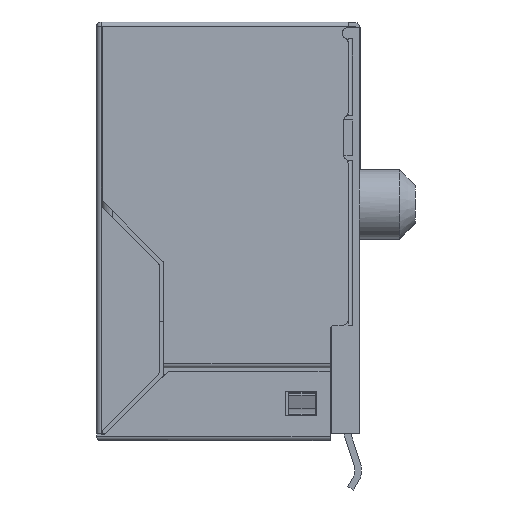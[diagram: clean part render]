
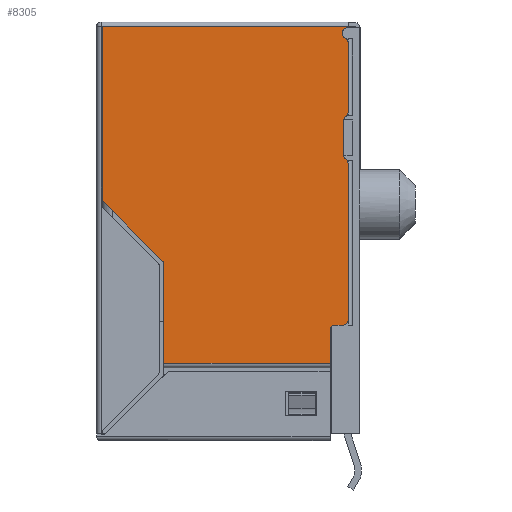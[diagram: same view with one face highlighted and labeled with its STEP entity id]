
A CAD part, left-side view. The second image highlights one B-rep face of the part: STEP entity #8305.
In plain terms, the highlighted planar face has unit normal (-1, 0, 0).
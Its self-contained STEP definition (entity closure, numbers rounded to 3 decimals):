
#4136=DIRECTION('',(0.,0.,-1.));
#4137=VECTOR('',#4136,7.011);
#4138=CARTESIAN_POINT('',(-7.99,14.,-6.039));
#4139=LINE('',#4138,#4137);
#4152=CARTESIAN_POINT('',(-7.99,13.95,-5.665));
#4153=DIRECTION('',(1.,0.,0.));
#4154=DIRECTION('',(0.,0.556,-0.831));
#4155=AXIS2_PLACEMENT_3D('',#4152,#4153,#4154);
#4157=CARTESIAN_POINT('',(-7.99,14.2,-6.039));
#4158=DIRECTION('',(-1.,0.,0.));
#4159=DIRECTION('',(0.,-1.,0.));
#4160=AXIS2_PLACEMENT_3D('',#4157,#4158,#4159);
#4162=CARTESIAN_POINT('',(-7.99,14.2,-13.05));
#4163=DIRECTION('',(-1.,0.,0.));
#4164=DIRECTION('',(0.,0.,-1.));
#4165=AXIS2_PLACEMENT_3D('',#4162,#4163,#4164);
#4167=DIRECTION('',(0.,-1.,0.));
#4168=VECTOR('',#4167,0.4);
#4169=CARTESIAN_POINT('',(-7.99,14.6,-13.25));
#4170=LINE('',#4169,#4168);
#4171=CARTESIAN_POINT('',(-7.99,14.6,-13.45));
#4172=DIRECTION('',(1.,0.,0.));
#4173=DIRECTION('',(0.,1.,0.));
#4174=AXIS2_PLACEMENT_3D('',#4171,#4172,#4173);
#4176=DIRECTION('',(0.,0.,1.));
#4177=VECTOR('',#4176,1.509);
#4178=CARTESIAN_POINT('',(-7.99,14.8,-14.959));
#4179=LINE('',#4178,#4177);
#4180=DIRECTION('',(0.,0.,-1.));
#4181=VECTOR('',#4180,4.409);
#4182=CARTESIAN_POINT('',(-7.99,22.2,-10.55));
#4183=LINE('',#4182,#4181);
#4184=CARTESIAN_POINT('',(-7.99,22.4,-10.55));
#4185=DIRECTION('',(1.,0.,0.));
#4186=DIRECTION('',(0.,-0.707,0.707));
#4187=AXIS2_PLACEMENT_3D('',#4184,#4185,#4186);
#4189=DIRECTION('',(0.,-0.707,-0.707));
#4190=VECTOR('',#4189,3.806);
#4191=CARTESIAN_POINT('',(-7.99,24.95,-7.717));
#4192=LINE('',#4191,#4190);
#4193=CARTESIAN_POINT('',(-7.99,14.21,0.16));
#4194=DIRECTION('',(-1.,0.,0.));
#4195=DIRECTION('',(0.,-0.47,-0.883));
#4196=AXIS2_PLACEMENT_3D('',#4193,#4194,#4195);
#4198=CARTESIAN_POINT('',(-7.99,14.,-0.25));
#4199=DIRECTION('',(1.,0.,0.));
#4200=DIRECTION('',(0.,0.444,-0.896));
#4201=AXIS2_PLACEMENT_3D('',#4198,#4199,#4200);
#4203=CARTESIAN_POINT('',(-7.99,14.2,-0.653));
#4204=DIRECTION('',(-1.,0.,0.));
#4205=DIRECTION('',(0.,-1.,0.));
#4206=AXIS2_PLACEMENT_3D('',#4203,#4204,#4205);
#4208=CARTESIAN_POINT('',(-7.99,14.2,-3.791));
#4209=DIRECTION('',(-1.,0.,0.));
#4210=DIRECTION('',(0.,-0.556,-0.831));
#4211=AXIS2_PLACEMENT_3D('',#4208,#4209,#4210);
#4213=CARTESIAN_POINT('',(-7.99,13.95,-4.165));
#4214=DIRECTION('',(1.,0.,0.));
#4215=DIRECTION('',(0.,0.957,-0.29));
#4216=AXIS2_PLACEMENT_3D('',#4213,#4214,#4215);
#4218=DIRECTION('',(0.,0.,1.));
#4219=VECTOR('',#4218,1.355);
#4220=CARTESIAN_POINT('',(-7.99,14.189,-5.592));
#4221=LINE('',#4220,#4219);
#4242=DIRECTION('',(0.,1.,0.));
#4243=VECTOR('',#4242,7.4);
#4244=CARTESIAN_POINT('',(-7.99,14.8,-14.959));
#4245=LINE('',#4244,#4243);
#4254=DIRECTION('',(0.,0.,1.));
#4255=VECTOR('',#4254,7.767);
#4256=CARTESIAN_POINT('',(-7.99,24.95,-7.717));
#4257=LINE('',#4256,#4255);
#4270=DIRECTION('',(0.,-1.,0.));
#4271=VECTOR('',#4270,10.92);
#4272=CARTESIAN_POINT('',(-7.99,24.95,0.05));
#4273=LINE('',#4272,#4271);
#5571=DIRECTION('',(0.,0.,-1.));
#5572=VECTOR('',#5571,3.138);
#5573=CARTESIAN_POINT('',(-7.99,14.,-0.653));
#5574=LINE('',#5573,#5572);
#6179=CARTESIAN_POINT('',(-7.99,14.111,-0.026));
#6180=CARTESIAN_POINT('',(-7.99,14.03,0.05));
#6181=VERTEX_POINT('',#6179);
#6182=VERTEX_POINT('',#6180);
#6228=CARTESIAN_POINT('',(-7.99,22.2,-14.959));
#6230=VERTEX_POINT('',#6228);
#6279=CARTESIAN_POINT('',(-7.99,14.,-6.039));
#6280=CARTESIAN_POINT('',(-7.99,14.,-13.05));
#6281=VERTEX_POINT('',#6279);
#6282=VERTEX_POINT('',#6280);
#6291=CARTESIAN_POINT('',(-7.99,14.8,-14.959));
#6293=VERTEX_POINT('',#6291);
#6405=CARTESIAN_POINT('',(-7.99,14.089,-5.873));
#6406=VERTEX_POINT('',#6405);
#6429=CARTESIAN_POINT('',(-7.99,14.089,-3.957));
#6431=VERTEX_POINT('',#6429);
#6433=CARTESIAN_POINT('',(-7.99,22.259,-10.409));
#6434=CARTESIAN_POINT('',(-7.99,22.2,-10.55));
#6435=VERTEX_POINT('',#6433);
#6436=VERTEX_POINT('',#6434);
#6465=CARTESIAN_POINT('',(-7.99,14.,-0.653));
#6466=CARTESIAN_POINT('',(-7.99,14.,-3.791));
#6467=VERTEX_POINT('',#6465);
#6468=VERTEX_POINT('',#6466);
#6663=CARTESIAN_POINT('',(-7.99,14.189,-5.592));
#6664=VERTEX_POINT('',#6663);
#6697=CARTESIAN_POINT('',(-7.99,14.2,-13.25));
#6698=VERTEX_POINT('',#6697);
#6751=CARTESIAN_POINT('',(-7.99,14.6,-13.25));
#6752=VERTEX_POINT('',#6751);
#6759=CARTESIAN_POINT('',(-7.99,14.8,-13.45));
#6760=VERTEX_POINT('',#6759);
#6765=CARTESIAN_POINT('',(-7.99,24.95,-7.717));
#6766=CARTESIAN_POINT('',(-7.99,24.95,0.05));
#6767=VERTEX_POINT('',#6765);
#6768=VERTEX_POINT('',#6766);
#6837=CARTESIAN_POINT('',(-7.99,14.111,-0.474));
#6838=VERTEX_POINT('',#6837);
#6845=CARTESIAN_POINT('',(-7.99,14.189,-4.238));
#6846=VERTEX_POINT('',#6845);
#8264=CARTESIAN_POINT('',(-7.99,14.21,0.16));
#8265=DIRECTION('',(1.,0.,0.));
#8266=DIRECTION('',(0.,0.,-1.));
#8267=AXIS2_PLACEMENT_3D('',#8264,#8265,#8266);
#8268=PLANE('',#8267);
#8269=ORIENTED_EDGE('',*,*,#8129,.F.);
#8270=ORIENTED_EDGE('',*,*,#8142,.F.);
#8271=ORIENTED_EDGE('',*,*,#8254,.T.);
#8273=ORIENTED_EDGE('',*,*,#8272,.F.);
#8275=ORIENTED_EDGE('',*,*,#8274,.F.);
#8277=ORIENTED_EDGE('',*,*,#8276,.F.);
#8278=ORIENTED_EDGE('',*,*,#7936,.F.);
#8280=ORIENTED_EDGE('',*,*,#8279,.T.);
#8281=ORIENTED_EDGE('',*,*,#7979,.F.);
#8283=ORIENTED_EDGE('',*,*,#8282,.F.);
#8285=ORIENTED_EDGE('',*,*,#8284,.F.);
#8287=ORIENTED_EDGE('',*,*,#8286,.T.);
#8289=ORIENTED_EDGE('',*,*,#8288,.T.);
#8291=ORIENTED_EDGE('',*,*,#8290,.F.);
#8293=ORIENTED_EDGE('',*,*,#8292,.F.);
#8295=ORIENTED_EDGE('',*,*,#8294,.F.);
#8297=ORIENTED_EDGE('',*,*,#8296,.T.);
#8299=ORIENTED_EDGE('',*,*,#8298,.F.);
#8301=ORIENTED_EDGE('',*,*,#8300,.F.);
#8302=ORIENTED_EDGE('',*,*,#8102,.F.);
#8303=EDGE_LOOP('',(#8269,#8270,#8271,#8273,#8275,#8277,#8278,#8280,#8281,#8283,
#8285,#8287,#8289,#8291,#8293,#8295,#8297,#8299,#8301,#8302));
#8304=FACE_OUTER_BOUND('',#8303,.F.);
#8305=ADVANCED_FACE('',(#8304),#8268,.F.);
#4156=CIRCLE('',#4155,0.25);
#4161=CIRCLE('',#4160,0.2);
#4166=CIRCLE('',#4165,0.2);
#4175=CIRCLE('',#4174,0.2);
#4188=CIRCLE('',#4187,0.2);
#4197=CIRCLE('',#4196,0.211);
#4202=CIRCLE('',#4201,0.25);
#4207=CIRCLE('',#4206,0.2);
#4212=CIRCLE('',#4211,0.2);
#4217=CIRCLE('',#4216,0.25);
#7936=EDGE_CURVE('',#6293,#6760,#4179,.T.);
#7979=EDGE_CURVE('',#6436,#6230,#4183,.T.);
#8102=EDGE_CURVE('',#6664,#6846,#4221,.T.);
#8129=EDGE_CURVE('',#6406,#6664,#4156,.T.);
#8142=EDGE_CURVE('',#6281,#6406,#4161,.T.);
#8254=EDGE_CURVE('',#6281,#6282,#4139,.T.);
#8272=EDGE_CURVE('',#6698,#6282,#4166,.T.);
#8274=EDGE_CURVE('',#6752,#6698,#4170,.T.);
#8276=EDGE_CURVE('',#6760,#6752,#4175,.T.);
#8279=EDGE_CURVE('',#6293,#6230,#4245,.T.);
#8282=EDGE_CURVE('',#6435,#6436,#4188,.T.);
#8284=EDGE_CURVE('',#6767,#6435,#4192,.T.);
#8286=EDGE_CURVE('',#6767,#6768,#4257,.T.);
#8288=EDGE_CURVE('',#6768,#6182,#4273,.T.);
#8290=EDGE_CURVE('',#6181,#6182,#4197,.T.);
#8292=EDGE_CURVE('',#6838,#6181,#4202,.T.);
#8294=EDGE_CURVE('',#6467,#6838,#4207,.T.);
#8296=EDGE_CURVE('',#6467,#6468,#5574,.T.);
#8298=EDGE_CURVE('',#6431,#6468,#4212,.T.);
#8300=EDGE_CURVE('',#6846,#6431,#4217,.T.);
